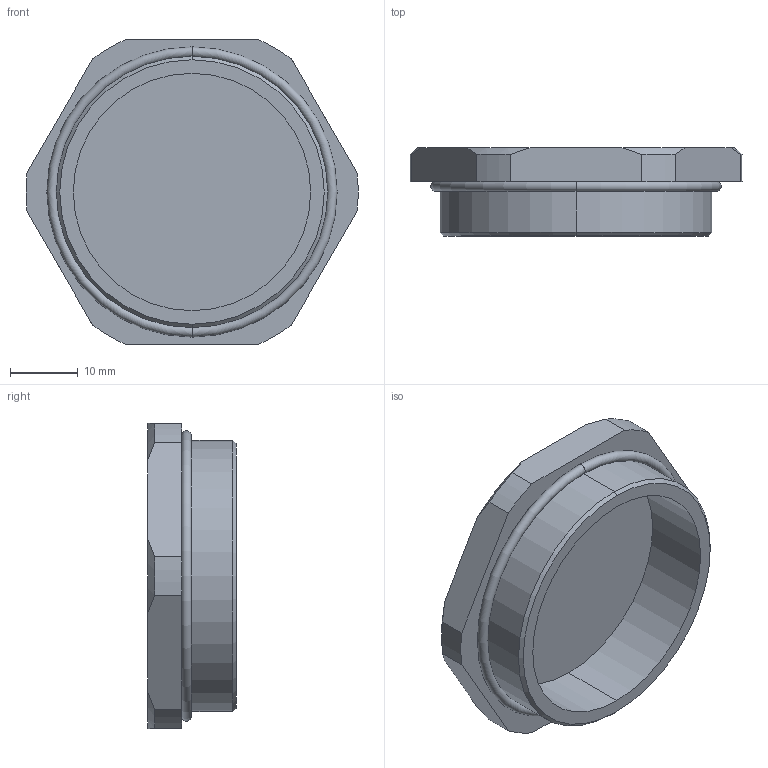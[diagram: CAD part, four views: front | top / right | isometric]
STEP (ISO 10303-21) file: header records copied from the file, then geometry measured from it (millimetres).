
FILE_DESCRIPTION (( 'STEP AP203' ), '1' );
FILE_NAME ('WNP-M40.STP', '2017-10-13T00:40:39', ( '微软用户' ), ( '微软中国' ), 'SwSTEP 2.0', 'SolidWorks 2012', '' );
FILE_SCHEMA (( 'CONFIG_CONTROL_DESIGN' ));
Length unit declared in the file: millimetre
Products named in the file (1): WNP-M40
Bounding box: 48.96 x 13 x 45 mm (x, y, z)
Volume: 9257.4 mm3; surface area: 6469.5 mm2
Topology: 1 solids, 2 shells, 35 faces, 84 edges, 54 vertices
Faces by surface type: cylinder 12, plane 11, cone 8, torus 4
Entity records: 1121 total; most frequent: CARTESIAN_POINT 210, DIRECTION 184, ORIENTED_EDGE 168, EDGE_CURVE 84, AXIS2_PLACEMENT_3D 76, VERTEX_POINT 54, CIRCLE 40, EDGE_LOOP 38
